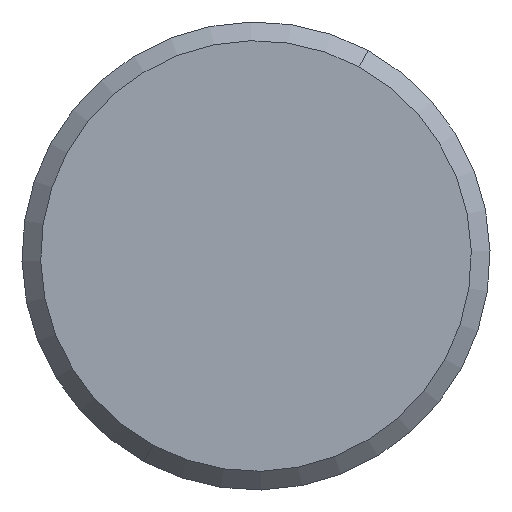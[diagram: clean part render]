
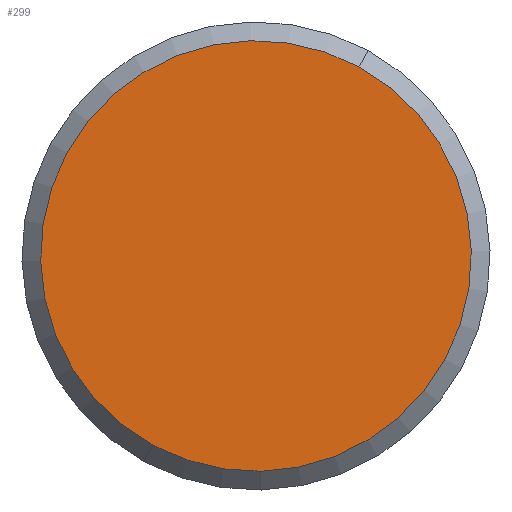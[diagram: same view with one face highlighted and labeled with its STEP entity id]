
A CAD part, front view. The second image highlights one B-rep face of the part: STEP entity #299.
In plain terms, the highlighted planar face has unit normal (0, -1, 0).
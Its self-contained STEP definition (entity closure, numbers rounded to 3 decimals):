
#232=CARTESIAN_POINT('Vertex',(5.513,-5.,10.092)) ;
#235=CARTESIAN_POINT('Axis2P3D Location',(0.,-5.,0.)) ;
#239=CARTESIAN_POINT('Vertex',(-5.513,-5.,-10.092)) ;
#254=CARTESIAN_POINT('Axis2P3D Location',(0.,-5.,0.)) ;
#290=CARTESIAN_POINT('Axis2P3D Location',(0.,-5.,0.)) ;
#236=DIRECTION('Axis2P3D Direction',(0.,1.,0.)) ;
#255=DIRECTION('Axis2P3D Direction',(0.,1.,0.)) ;
#291=DIRECTION('Axis2P3D Direction',(0.,1.,0.)) ;
#292=DIRECTION('Axis2P3D XDirection',(1.,-0.,0.)) ;
#237=AXIS2_PLACEMENT_3D('Circle Axis2P3D',#235,#236,$) ;
#256=AXIS2_PLACEMENT_3D('Circle Axis2P3D',#254,#255,$) ;
#293=AXIS2_PLACEMENT_3D('Plane Axis2P3D',#290,#291,#292) ;
#296=ORIENTED_EDGE('',*,*,#241,.F.) ;
#297=ORIENTED_EDGE('',*,*,#258,.F.) ;
#299=ADVANCED_FACE('PartBody',(#298),#294,.F.) ;
#238=CIRCLE('generated circle',#237,11.5) ;
#257=CIRCLE('generated circle',#256,11.5) ;
#241=EDGE_CURVE('',#233,#240,#238,.T.) ;
#258=EDGE_CURVE('',#240,#233,#257,.T.) ;
#295=EDGE_LOOP('',(#296,#297)) ;
#298=FACE_OUTER_BOUND('',#295,.T.) ;
#294=PLANE('',#293) ;
#233=VERTEX_POINT('',#232) ;
#240=VERTEX_POINT('',#239) ;
